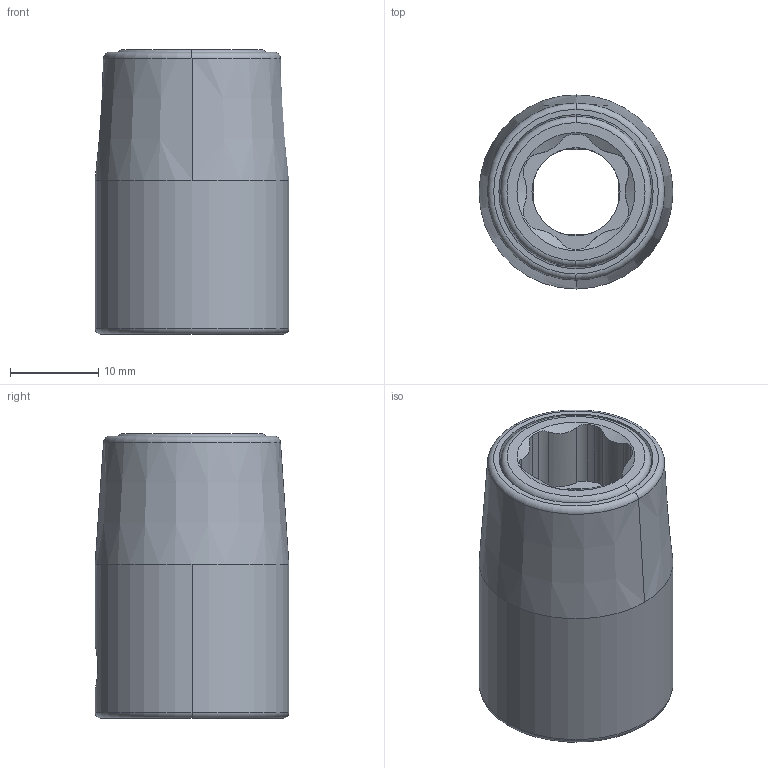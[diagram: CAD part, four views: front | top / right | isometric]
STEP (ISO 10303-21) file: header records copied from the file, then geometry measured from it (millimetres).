
FILE_DESCRIPTION((''),'2;1');
FILE_NAME('4027121111_ASM','2023-09-26T08:26:27',('a00565553'),(''),'CREO PARAMETRIC BY PTC INC, 2022414','CREO PARAMETRIC BY PTC INC, 2022414','');
FILE_SCHEMA(('CONFIG_CONTROL_DESIGN','GEOMETRIC_VALIDATION_PROPERTIES_MIM'));
Length unit declared in the file: millimetre
Products named in the file (3): 4027120811; 4027299228; 4027121111_ASM
Assembly tree (2 placements, depth 2):
  4027121111_ASM
    4027120811
    4027299228
Bounding box: 22 x 22 x 32.3 mm (x, y, z)
Volume: 7751.7 mm3; surface area: 7551 mm2
Topology: 2 solids, 2 shells, 92 faces, 249 edges, 158 vertices
Faces by surface type: cylinder 47, plane 18, cone 18, torus 9
Entity records: 3641 total; most frequent: CARTESIAN_POINT 946, DIRECTION 500, ORIENTED_EDGE 498, EDGE_CURVE 249, AXIS2_PLACEMENT_3D 211, VERTEX_POINT 158, CIRCLE 114, EDGE_LOOP 99
